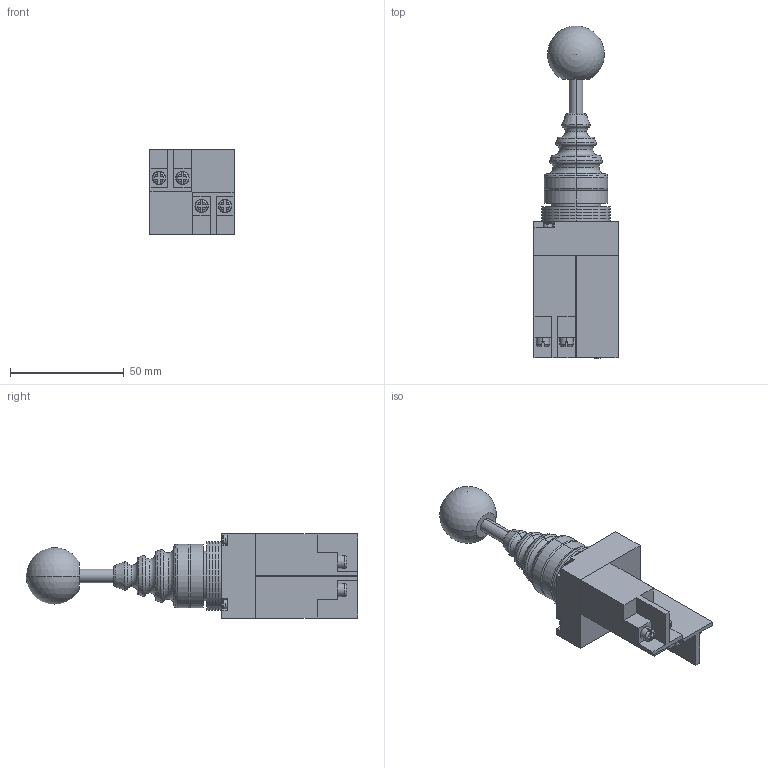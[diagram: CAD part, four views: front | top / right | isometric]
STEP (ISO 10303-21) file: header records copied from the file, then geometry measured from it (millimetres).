
FILE_DESCRIPTION (( 'STEP AP214' ), '1' );
FILE_NAME ('AR22A5N-A0A0B.step', '2017-08-28T21:05:16', ( '' ), ( '' ), 'SwSTEP 2.0', 'SolidWorks 2017', '' );
FILE_SCHEMA (( 'AUTOMOTIVE_DESIGN' ));
Length unit declared in the file: millimetre
Products named in the file (1): AR22A5N-A0A0B
Bounding box: 37 x 146.1 x 37 mm (x, y, z)
Volume: 62330.8 mm3; surface area: 29917.3 mm2
Topology: 20 solids, 20 shells, 327 faces, 803 edges, 516 vertices
Faces by surface type: plane 189, torus 64, cylinder 56, cone 16, sphere 2
Entity records: 10679 total; most frequent: CARTESIAN_POINT 2007, DIRECTION 1672, ORIENTED_EDGE 1596, EDGE_CURVE 798, AXIS2_PLACEMENT_3D 618, VERTEX_POINT 513, VECTOR 436, LINE 436
